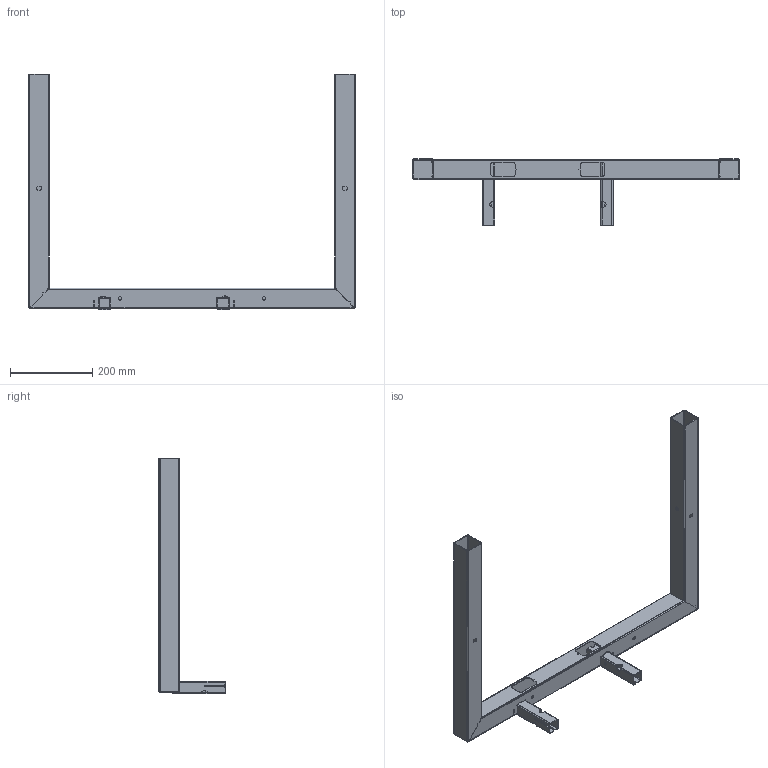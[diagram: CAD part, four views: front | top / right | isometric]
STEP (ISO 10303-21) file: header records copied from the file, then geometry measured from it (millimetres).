
FILE_DESCRIPTION((''),'2;1');
FILE_NAME('13868_ZWF080CF_ASM','2015-02-27T',('joos'),(''),'PRO/ENGINEER BY PARAMETRIC TECHNOLOGY CORPORATION, 2013230','PRO/ENGINEER BY PARAMETRIC TECHNOLOGY CORPORATION, 2013230','');
FILE_SCHEMA(('CONFIG_CONTROL_DESIGN'));
Length unit declared in the file: millimetre
Products named in the file (7): 13852_ZWSKL080; 13872_BR; 13872_BR_MIR; 13871_ZWFCF_62-85; 13870_ZWFCF_62-85; 13869_ZWF080CF; 13868_ZWF080CF_ASM
Assembly tree (6 placements, depth 2):
  13868_ZWF080CF_ASM
    13852_ZWSKL080
    13872_BR
    13872_BR_MIR
    13871_ZWFCF_62-85
    13870_ZWFCF_62-85
    13869_ZWF080CF
Bounding box: 794 x 161 x 572.5 mm (x, y, z)
Volume: 737841.9 mm3; surface area: 745367.1 mm2
Topology: 5 solids, 5 shells, 554 faces, 1490 edges, 924 vertices
Faces by surface type: plane 320, bspline 123, cylinder 111
Entity records: 26982 total; most frequent: CARTESIAN_POINT 13648, ORIENTED_EDGE 2980, DIRECTION 2338, EDGE_CURVE 1490, VECTOR 1038, LINE 1038, VERTEX_POINT 924, AXIS2_PLACEMENT_3D 650
